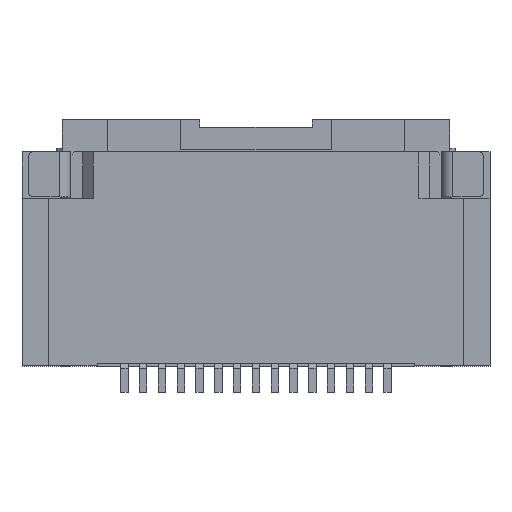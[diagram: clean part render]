
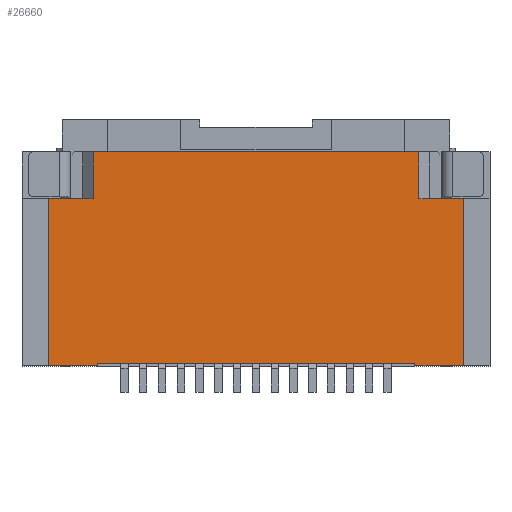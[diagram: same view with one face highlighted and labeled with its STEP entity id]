
A CAD part, top view. The second image highlights one B-rep face of the part: STEP entity #26660.
In plain terms, the highlighted planar face has unit normal (0, 0, 1).
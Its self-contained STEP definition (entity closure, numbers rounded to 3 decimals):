
#362=DIRECTION('',(-1.,0.,0.));
#363=VECTOR('',#362,1.3);
#364=CARTESIAN_POINT('',(-4.225,-2.85,1.245));
#365=LINE('',#364,#363);
#370=DIRECTION('',(-1.,0.,0.));
#371=VECTOR('',#370,1.3);
#372=CARTESIAN_POINT('',(5.525,-2.85,1.245));
#373=LINE('',#372,#371);
#418=DIRECTION('',(0.,-1.,0.));
#419=VECTOR('',#418,4.45);
#420=CARTESIAN_POINT('',(-5.525,1.6,1.245));
#421=LINE('',#420,#419);
#422=DIRECTION('',(-1.,0.,0.));
#423=VECTOR('',#422,8.67);
#424=CARTESIAN_POINT('',(4.335,2.85,1.245));
#425=LINE('',#424,#423);
#426=DIRECTION('',(1.,0.,0.));
#427=VECTOR('',#426,8.45);
#428=CARTESIAN_POINT('',(-4.225,-2.78,1.245));
#429=LINE('',#428,#427);
#430=DIRECTION('',(-1.,0.,0.));
#431=VECTOR('',#430,1.19);
#432=CARTESIAN_POINT('',(-4.335,1.6,1.245));
#433=LINE('',#432,#431);
#434=DIRECTION('',(0.,1.,0.));
#435=VECTOR('',#434,1.25);
#436=CARTESIAN_POINT('',(-4.335,1.6,1.245));
#437=LINE('',#436,#435);
#442=DIRECTION('',(0.,-1.,0.));
#443=VECTOR('',#442,1.25);
#444=CARTESIAN_POINT('',(4.335,2.85,1.245));
#445=LINE('',#444,#443);
#5631=DIRECTION('',(-1.,0.,0.));
#5632=VECTOR('',#5631,1.19);
#5633=CARTESIAN_POINT('',(5.525,1.6,1.245));
#5634=LINE('',#5633,#5632);
#5684=DIRECTION('',(0.,1.,0.));
#5685=VECTOR('',#5684,4.45);
#5686=CARTESIAN_POINT('',(5.525,-2.85,1.245));
#5687=LINE('',#5686,#5685);
#19932=DIRECTION('',(0.,1.,0.));
#19933=VECTOR('',#19932,0.07);
#19934=CARTESIAN_POINT('',(-4.225,-2.85,1.245));
#19935=LINE('',#19934,#19933);
#19948=DIRECTION('',(0.,-1.,0.));
#19949=VECTOR('',#19948,0.07);
#19950=CARTESIAN_POINT('',(4.225,-2.78,1.245));
#19951=LINE('',#19950,#19949);
#20416=CARTESIAN_POINT('',(-5.525,1.6,1.245));
#20417=VERTEX_POINT('',#20416);
#20418=CARTESIAN_POINT('',(-4.335,1.6,1.245));
#20419=VERTEX_POINT('',#20418);
#20522=CARTESIAN_POINT('',(4.335,2.85,1.245));
#20523=VERTEX_POINT('',#20522);
#20524=CARTESIAN_POINT('',(-4.335,2.85,1.245));
#20525=VERTEX_POINT('',#20524);
#21203=CARTESIAN_POINT('',(-4.225,-2.78,1.245));
#21204=CARTESIAN_POINT('',(4.225,-2.78,1.245));
#21205=VERTEX_POINT('',#21203);
#21206=VERTEX_POINT('',#21204);
#21263=CARTESIAN_POINT('',(4.335,1.6,1.245));
#21264=VERTEX_POINT('',#21263);
#21265=CARTESIAN_POINT('',(5.525,1.6,1.245));
#21266=VERTEX_POINT('',#21265);
#21267=CARTESIAN_POINT('',(5.525,-2.85,1.245));
#21268=VERTEX_POINT('',#21267);
#21269=CARTESIAN_POINT('',(4.225,-2.85,1.245));
#21270=VERTEX_POINT('',#21269);
#21271=CARTESIAN_POINT('',(-4.225,-2.85,1.245));
#21272=VERTEX_POINT('',#21271);
#21273=CARTESIAN_POINT('',(-5.525,-2.85,1.245));
#21274=VERTEX_POINT('',#21273);
#26634=CARTESIAN_POINT('',(0.,0.,1.245));
#26635=DIRECTION('',(0.,0.,1.));
#26636=DIRECTION('',(1.,0.,0.));
#26637=AXIS2_PLACEMENT_3D('',#26634,#26635,#26636);
#26638=PLANE('',#26637);
#26640=ORIENTED_EDGE('',*,*,#26639,.T.);
#26641=ORIENTED_EDGE('',*,*,#25998,.F.);
#26643=ORIENTED_EDGE('',*,*,#26642,.T.);
#26645=ORIENTED_EDGE('',*,*,#26644,.F.);
#26647=ORIENTED_EDGE('',*,*,#26646,.F.);
#26648=ORIENTED_EDGE('',*,*,#26592,.T.);
#26650=ORIENTED_EDGE('',*,*,#26649,.F.);
#26652=ORIENTED_EDGE('',*,*,#26651,.F.);
#26654=ORIENTED_EDGE('',*,*,#26653,.F.);
#26655=ORIENTED_EDGE('',*,*,#26584,.T.);
#26656=ORIENTED_EDGE('',*,*,#26629,.F.);
#26657=ORIENTED_EDGE('',*,*,#25880,.F.);
#26658=EDGE_LOOP('',(#26640,#26641,#26643,#26645,#26647,#26648,#26650,#26652,
#26654,#26655,#26656,#26657));
#26659=FACE_OUTER_BOUND('',#26658,.F.);
#26660=ADVANCED_FACE('',(#26659),#26638,.T.);
#25880=EDGE_CURVE('',#20419,#20417,#433,.T.);
#25998=EDGE_CURVE('',#20523,#20525,#425,.T.);
#26584=EDGE_CURVE('',#21272,#21274,#365,.T.);
#26592=EDGE_CURVE('',#21268,#21270,#373,.T.);
#26629=EDGE_CURVE('',#20417,#21274,#421,.T.);
#26639=EDGE_CURVE('',#20419,#20525,#437,.T.);
#26642=EDGE_CURVE('',#20523,#21264,#445,.T.);
#26644=EDGE_CURVE('',#21266,#21264,#5634,.T.);
#26646=EDGE_CURVE('',#21268,#21266,#5687,.T.);
#26649=EDGE_CURVE('',#21206,#21270,#19951,.T.);
#26651=EDGE_CURVE('',#21205,#21206,#429,.T.);
#26653=EDGE_CURVE('',#21272,#21205,#19935,.T.);
